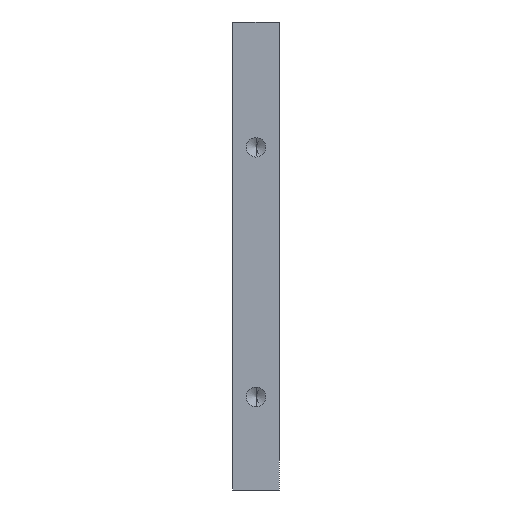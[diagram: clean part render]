
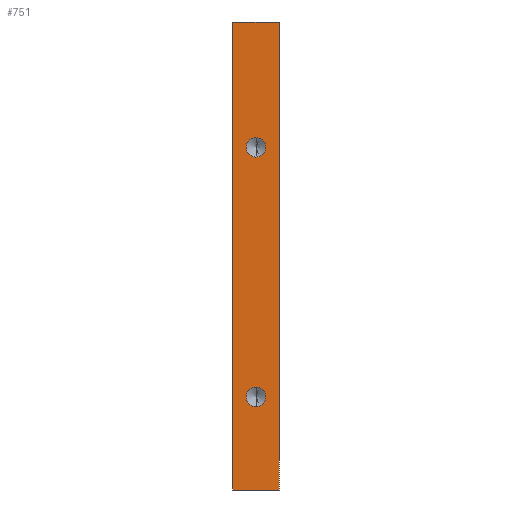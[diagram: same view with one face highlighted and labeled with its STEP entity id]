
A CAD part, left-side view. The second image highlights one B-rep face of the part: STEP entity #751.
In plain terms, the highlighted planar face has unit normal (-1, 0, 0).
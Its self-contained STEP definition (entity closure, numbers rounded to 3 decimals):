
#42 = FACE_OUTER_BOUND ( 'NONE', #1328, .T. ) ;
#46 = ORIENTED_EDGE ( 'NONE', *, *, #1112, .F. ) ;
#131 = EDGE_CURVE ( 'NONE', #1291, #747, #1305, .T. ) ;
#137 = CARTESIAN_POINT ( 'NONE',  ( -14., 3., 45.69 ) ) ;
#148 = FACE_BOUND ( 'NONE', #1584, .T. ) ;
#169 = DIRECTION ( 'NONE',  ( 1., 0., 0. ) ) ;
#233 = DIRECTION ( 'NONE',  ( 0., 0., -1. ) ) ;
#266 = AXIS2_PLACEMENT_3D ( 'NONE', #695, #427, #913 ) ;
#299 = ORIENTED_EDGE ( 'NONE', *, *, #1107, .F. ) ;
#317 = VERTEX_POINT ( 'NONE', #1595 ) ;
#321 = VERTEX_POINT ( 'NONE', #400 ) ;
#349 = DIRECTION ( 'NONE',  ( 0., 0., -1. ) ) ;
#389 = VERTEX_POINT ( 'NONE', #137 ) ;
#400 = CARTESIAN_POINT ( 'NONE',  ( -14., 0., 63. ) ) ;
#414 = EDGE_CURVE ( 'NONE', #747, #1291, #899, .T. ) ;
#427 = DIRECTION ( 'NONE',  ( -1., 0., 0. ) ) ;
#447 = ORIENTED_EDGE ( 'NONE', *, *, #655, .F. ) ;
#468 = VECTOR ( 'NONE', #1534, 1000. ) ;
#484 = CIRCLE ( 'NONE', #1376, 1.25 ) ;
#499 = VECTOR ( 'NONE', #233, 1000. ) ;
#524 = LINE ( 'NONE', #976, #633 ) ;
#570 = DIRECTION ( 'NONE',  ( 0., 0., 1. ) ) ;
#586 = CARTESIAN_POINT ( 'NONE',  ( -14., 6., 63. ) ) ;
#587 = EDGE_CURVE ( 'NONE', #321, #731, #1519, .T. ) ;
#609 = DIRECTION ( 'NONE',  ( 0., 0., 1. ) ) ;
#623 = EDGE_LOOP ( 'NONE', ( #1261, #1111 ) ) ;
#633 = VECTOR ( 'NONE', #1214, 1000. ) ;
#655 = EDGE_CURVE ( 'NONE', #798, #321, #1038, .T. ) ;
#694 = AXIS2_PLACEMENT_3D ( 'NONE', #1510, #779, #609 ) ;
#695 = CARTESIAN_POINT ( 'NONE',  ( -14., 3., 46.94 ) ) ;
#717 = ORIENTED_EDGE ( 'NONE', *, *, #587, .F. ) ;
#719 = CARTESIAN_POINT ( 'NONE',  ( -14., 0., 63. ) ) ;
#727 = CARTESIAN_POINT ( 'NONE',  ( -14., 6., 63. ) ) ;
#731 = VERTEX_POINT ( 'NONE', #765 ) ;
#743 = AXIS2_PLACEMENT_3D ( 'NONE', #847, #962, #815 ) ;
#747 = VERTEX_POINT ( 'NONE', #756 ) ;
#751 = ADVANCED_FACE ( 'NONE', ( #1511, #148, #42 ), #1249, .F. ) ;
#756 = CARTESIAN_POINT ( 'NONE',  ( -14., 3., 13.69 ) ) ;
#765 = CARTESIAN_POINT ( 'NONE',  ( -14., 0., 3. ) ) ;
#779 = DIRECTION ( 'NONE',  ( -1., 0., 0. ) ) ;
#798 = VERTEX_POINT ( 'NONE', #1009 ) ;
#815 = DIRECTION ( 'NONE',  ( 0., 0., 1. ) ) ;
#818 = CARTESIAN_POINT ( 'NONE',  ( -14., 3., 16.19 ) ) ;
#825 = LINE ( 'NONE', #727, #499 ) ;
#847 = CARTESIAN_POINT ( 'NONE',  ( -14., 3., 14.94 ) ) ;
#899 = CIRCLE ( 'NONE', #694, 1.25 ) ;
#913 = DIRECTION ( 'NONE',  ( 0., 0., 1. ) ) ;
#931 = CARTESIAN_POINT ( 'NONE',  ( -14., 3., 46.94 ) ) ;
#959 = VECTOR ( 'NONE', #349, 1000. ) ;
#962 = DIRECTION ( 'NONE',  ( -1., 0., 0. ) ) ;
#975 = CIRCLE ( 'NONE', #266, 1.25 ) ;
#976 = CARTESIAN_POINT ( 'NONE',  ( -14., 6., 3. ) ) ;
#995 = EDGE_CURVE ( 'NONE', #1206, #731, #524, .T. ) ;
#1000 = ORIENTED_EDGE ( 'NONE', *, *, #995, .T. ) ;
#1009 = CARTESIAN_POINT ( 'NONE',  ( -14., 6., 63. ) ) ;
#1038 = LINE ( 'NONE', #586, #468 ) ;
#1107 = EDGE_CURVE ( 'NONE', #317, #389, #975, .T. ) ;
#1111 = ORIENTED_EDGE ( 'NONE', *, *, #414, .F. ) ;
#1112 = EDGE_CURVE ( 'NONE', #389, #317, #484, .T. ) ;
#1123 = CARTESIAN_POINT ( 'NONE',  ( -14., 6., 63. ) ) ;
#1170 = DIRECTION ( 'NONE',  ( -1., 0., 0. ) ) ;
#1206 = VERTEX_POINT ( 'NONE', #1429 ) ;
#1214 = DIRECTION ( 'NONE',  ( 0., -1., 0. ) ) ;
#1215 = ORIENTED_EDGE ( 'NONE', *, *, #1219, .T. ) ;
#1219 = EDGE_CURVE ( 'NONE', #798, #1206, #825, .T. ) ;
#1242 = DIRECTION ( 'NONE',  ( 0., 0., -1. ) ) ;
#1249 = PLANE ( 'NONE',  #1279 ) ;
#1261 = ORIENTED_EDGE ( 'NONE', *, *, #131, .F. ) ;
#1279 = AXIS2_PLACEMENT_3D ( 'NONE', #1123, #169, #1242 ) ;
#1291 = VERTEX_POINT ( 'NONE', #818 ) ;
#1305 = CIRCLE ( 'NONE', #743, 1.25 ) ;
#1328 = EDGE_LOOP ( 'NONE', ( #1000, #717, #447, #1215 ) ) ;
#1376 = AXIS2_PLACEMENT_3D ( 'NONE', #931, #1170, #570 ) ;
#1429 = CARTESIAN_POINT ( 'NONE',  ( -14., 6., 3. ) ) ;
#1510 = CARTESIAN_POINT ( 'NONE',  ( -14., 3., 14.94 ) ) ;
#1511 = FACE_BOUND ( 'NONE', #623, .T. ) ;
#1519 = LINE ( 'NONE', #719, #959 ) ;
#1534 = DIRECTION ( 'NONE',  ( 0., -1., 0. ) ) ;
#1584 = EDGE_LOOP ( 'NONE', ( #299, #46 ) ) ;
#1595 = CARTESIAN_POINT ( 'NONE',  ( -14., 3., 48.19 ) ) ;
